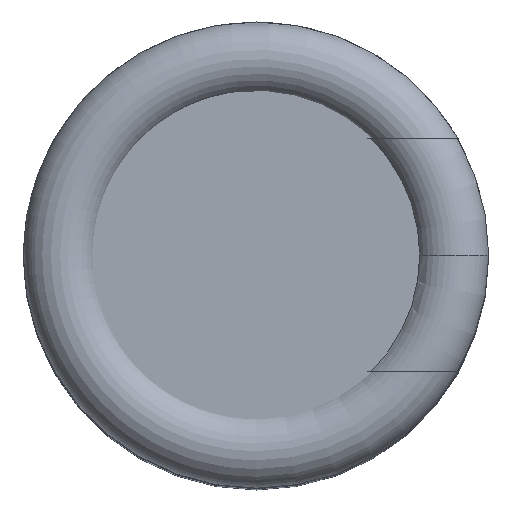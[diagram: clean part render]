
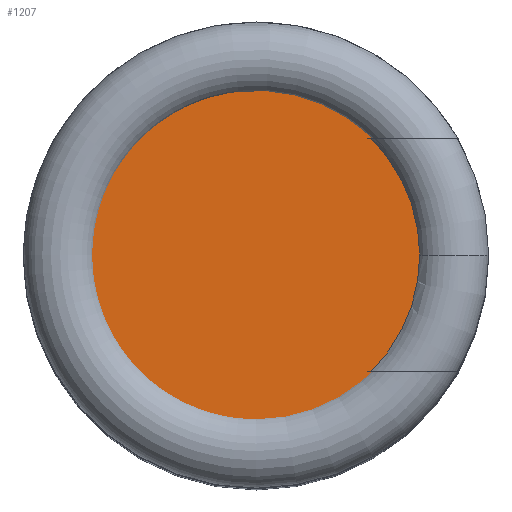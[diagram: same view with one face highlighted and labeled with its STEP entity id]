
A CAD part, top view. The second image highlights one B-rep face of the part: STEP entity #1207.
In plain terms, the highlighted planar face has unit normal (0, 0, 1).
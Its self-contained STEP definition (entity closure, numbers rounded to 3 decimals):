
#1178 = EDGE_CURVE('',#1179,#1179,#1181,.T.);
#1179 = VERTEX_POINT('',#1180);
#1180 = CARTESIAN_POINT('',(2.65,0.,14.75));
#1181 = CIRCLE('',#1182,2.65);
#1182 = AXIS2_PLACEMENT_3D('',#1183,#1184,#1185);
#1183 = CARTESIAN_POINT('',(0.,0.,14.75));
#1184 = DIRECTION('',(0.,0.,1.));
#1185 = DIRECTION('',(1.,0.,0.));
#1207 = ADVANCED_FACE('',(#1208),#1211,.T.);
#1208 = FACE_BOUND('',#1209,.T.);
#1209 = EDGE_LOOP('',(#1210));
#1210 = ORIENTED_EDGE('',*,*,#1178,.T.);
#1211 = PLANE('',#1212);
#1212 = AXIS2_PLACEMENT_3D('',#1213,#1214,#1215);
#1213 = CARTESIAN_POINT('',(0.,0.,14.75));
#1214 = DIRECTION('',(0.,0.,1.));
#1215 = DIRECTION('',(1.,0.,0.));
